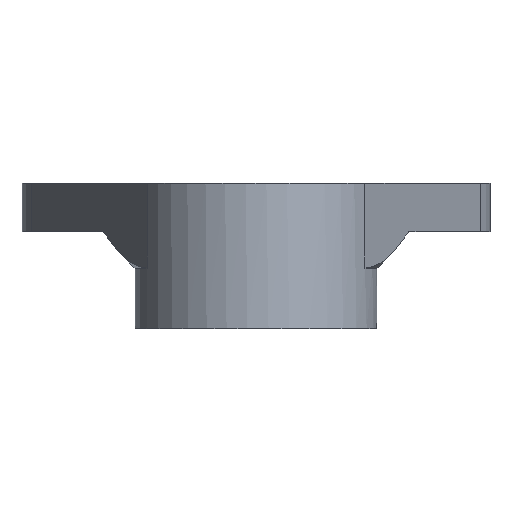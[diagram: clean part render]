
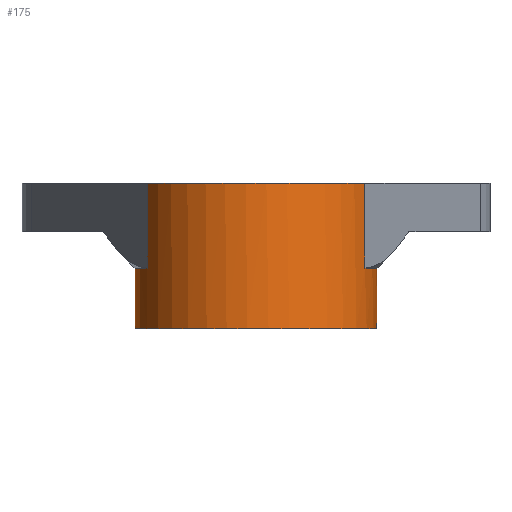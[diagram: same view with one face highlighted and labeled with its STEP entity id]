
A CAD part, left-side view. The second image highlights one B-rep face of the part: STEP entity #175.
In plain terms, the highlighted cylindrical face has radius 5 mm (diameter 10 mm), a full revolution.
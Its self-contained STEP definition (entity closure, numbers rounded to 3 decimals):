
#175=ADVANCED_FACE('',(#328,#330),#332,.T.);
#328=FACE_BOUND('',#329,.T.);
#329=EDGE_LOOP('',(#886,#887,#888,#889));
#330=FACE_OUTER_BOUND('',#331,.T.);
#331=EDGE_LOOP('',(#890));
#332=CYLINDRICAL_SURFACE('',#333,5.);
#333=AXIS2_PLACEMENT_3D('',#334,#335,#336);
#334=CARTESIAN_POINT('',(-15.,0.,-4.));
#335=DIRECTION('',(0.,0.,-1.));
#336=DIRECTION('',(-0.437,0.899,0.));
#886=ORIENTED_EDGE('',*,*,#1258,.F.);
#887=ORIENTED_EDGE('',*,*,#1260,.F.);
#888=ORIENTED_EDGE('',*,*,#1261,.F.);
#889=ORIENTED_EDGE('',*,*,#1185,.T.);
#890=ORIENTED_EDGE('',*,*,#1262,.F.);
#1185=EDGE_CURVE('',#1387,#1385,#1388,.T.);
#1258=EDGE_CURVE('',#1525,#1385,#1526,.T.);
#1260=EDGE_CURVE('',#1528,#1525,#1529,.F.);
#1261=EDGE_CURVE('',#1387,#1528,#1530,.F.);
#1262=EDGE_CURVE('',#1531,#1531,#1532,.T.);
#1385=VERTEX_POINT('',#1721);
#1387=VERTEX_POINT('',#1725);
#1388=CIRCLE('',#1726,5.);
#1525=VERTEX_POINT('',#2073);
#1526=LINE('',#2074,#2075);
#1528=VERTEX_POINT('',#2116);
#1529=CIRCLE('',#2117,5.);
#1530=LINE('',#2121,#2122);
#1531=VERTEX_POINT('',#2124);
#1532=CIRCLE('',#2125,5.);
#1721=CARTESIAN_POINT('',(-17.187,4.496,2.));
#1725=CARTESIAN_POINT('',(-17.187,-4.496,2.));
#1726=AXIS2_PLACEMENT_3D('',#1727,#1728,#1729);
#1727=CARTESIAN_POINT('',(-15.,0.,2.));
#1728=DIRECTION('',(0.,0.,-1.));
#1729=DIRECTION('',(-0.437,-0.899,0.));
#2073=CARTESIAN_POINT('',(-17.187,4.496,-1.5));
#2074=CARTESIAN_POINT('',(-17.187,4.496,-1.5));
#2075=VECTOR('',#2076,1.);
#2076=DIRECTION('',(0.,0.,1.));
#2116=CARTESIAN_POINT('',(-17.187,-4.496,-1.5));
#2117=AXIS2_PLACEMENT_3D('',#2118,#2119,#2120);
#2118=CARTESIAN_POINT('',(-15.,0.,-1.5));
#2119=DIRECTION('',(0.,0.,-1.));
#2120=DIRECTION('',(-0.437,0.899,0.));
#2121=CARTESIAN_POINT('',(-17.187,-4.496,-1.5));
#2122=VECTOR('',#2123,1.);
#2123=DIRECTION('',(0.,0.,1.));
#2124=CARTESIAN_POINT('',(-17.187,4.496,-4.));
#2125=AXIS2_PLACEMENT_3D('',#2126,#2127,#2128);
#2126=CARTESIAN_POINT('',(-15.,0.,-4.));
#2127=DIRECTION('',(0.,0.,-1.));
#2128=DIRECTION('',(1.,0.,0.));
